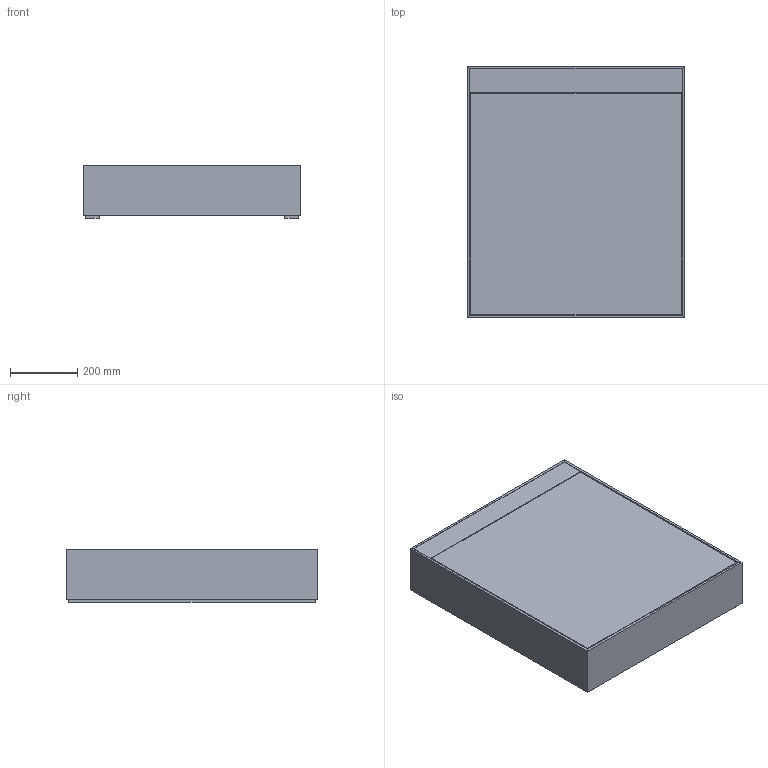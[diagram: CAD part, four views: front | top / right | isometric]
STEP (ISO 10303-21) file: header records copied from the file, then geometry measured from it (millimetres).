
FILE_DESCRIPTION (( 'STEP AP214' ), '1' );
FILE_NAME ('SCA-SPS2.STEP', '2020-07-06T07:41:05', ( 'User' ), ( '' ), 'SwSTEP 2.0', 'SolidWorks 2019', '' );
FILE_SCHEMA (( 'AUTOMOTIVE_DESIGN' ));
Length unit declared in the file: millimetre
Products named in the file (2): SCA-SPS2
Bounding box: 650 x 750 x 157 mm (x, y, z)
Volume: 20805594.6 mm3; surface area: 4168634.3 mm2
Topology: 22 solids, 22 shells, 307 faces, 768 edges, 508 vertices
Faces by surface type: plane 222, cylinder 78, torus 7
Entity records: 9509 total; most frequent: CARTESIAN_POINT 1665, DIRECTION 1561, ORIENTED_EDGE 1536, EDGE_CURVE 768, VECTOR 569, LINE 569, VERTEX_POINT 508, AXIS2_PLACEMENT_3D 496
